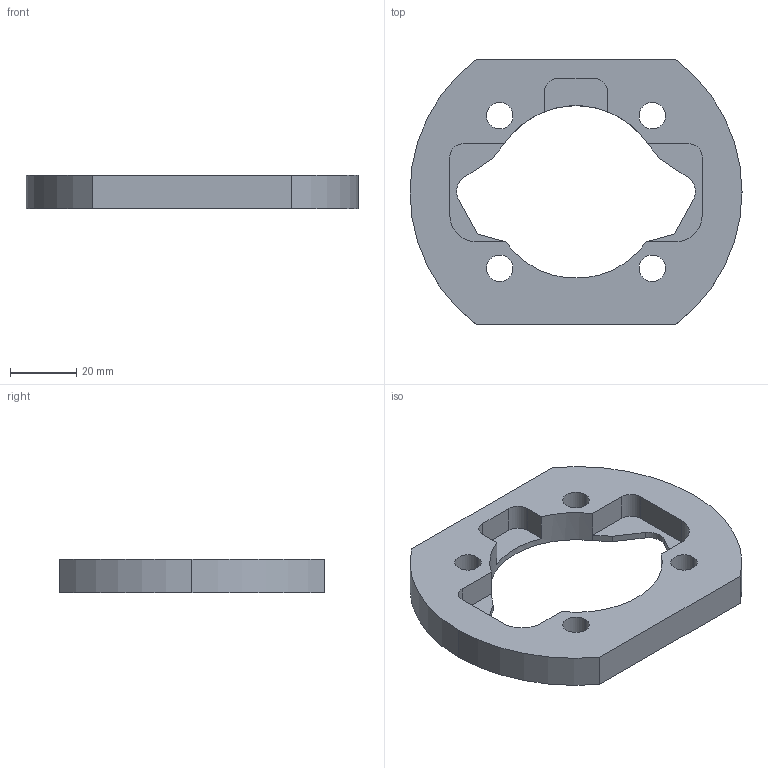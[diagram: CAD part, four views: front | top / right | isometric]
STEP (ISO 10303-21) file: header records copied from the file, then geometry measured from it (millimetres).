
FILE_DESCRIPTION(('CATIA V5 STEP Exchange'),'2;1');
FILE_NAME('embase.stp','2022-03-14T18:48:48+00:00',('none'),('none'),'CATIA Version 5 Release 20 GA (IN-10)','CATIA V5 STEP AP203','none');
FILE_SCHEMA(('CONFIG_CONTROL_DESIGN'));
Length unit declared in the file: millimetre
Products named in the file (1): embase
Bounding box: 100 x 80 x 10 mm (x, y, z)
Volume: 39026.2 mm3; surface area: 14990.5 mm2
Topology: 1 solids, 1 shells, 46 faces, 128 edges, 84 vertices
Faces by surface type: plane 24, cylinder 22
Entity records: 1446 total; most frequent: ORIENTED_EDGE 256, CARTESIAN_POINT 248, DIRECTION 198, EDGE_CURVE 128, VERTEX_POINT 84, AXIS2_PLACEMENT_3D 82, VECTOR 82, LINE 82
